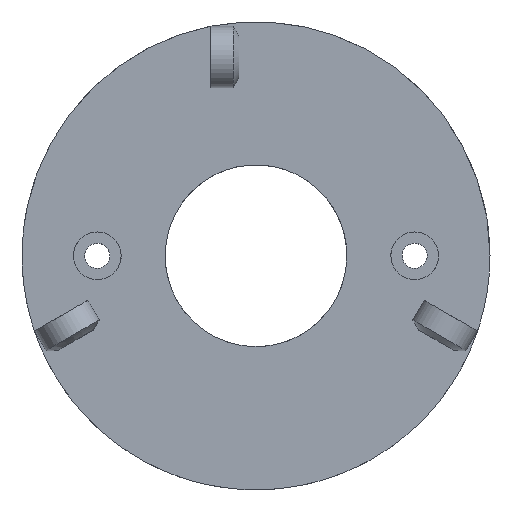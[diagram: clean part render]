
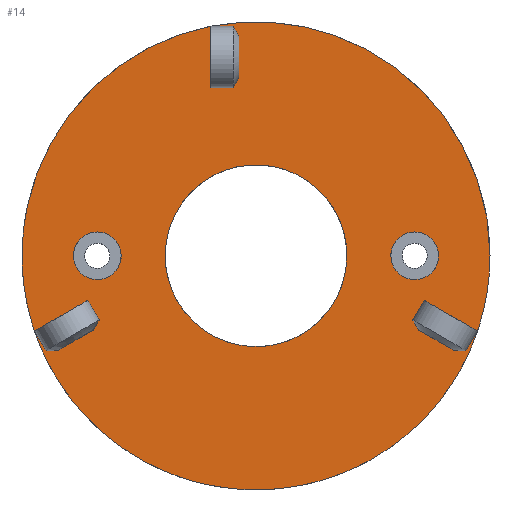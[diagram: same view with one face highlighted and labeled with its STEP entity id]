
A CAD part, top view. The second image highlights one B-rep face of the part: STEP entity #14.
In plain terms, the highlighted planar face has unit normal (0, 0, 1).
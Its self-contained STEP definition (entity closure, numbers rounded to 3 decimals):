
#14=ADVANCED_FACE('',(#113,#94,#95,#96,#97,#98,#99),#1201,.T.);
#94=FACE_BOUND('',#194,.T.);
#95=FACE_BOUND('',#195,.T.);
#96=FACE_BOUND('',#196,.T.);
#97=FACE_BOUND('',#197,.T.);
#98=FACE_BOUND('',#198,.T.);
#99=FACE_BOUND('',#199,.T.);
#113=FACE_OUTER_BOUND('',#193,.T.);
#193=EDGE_LOOP('',(#292,#293));
#194=EDGE_LOOP('',(#294,#295));
#195=EDGE_LOOP('',(#296,#297));
#196=EDGE_LOOP('',(#298,#299));
#197=EDGE_LOOP('',(#300,#301,#302,#303));
#198=EDGE_LOOP('',(#304,#305,#306,#307));
#199=EDGE_LOOP('',(#308,#309,#310,#311));
#292=ORIENTED_EDGE('',*,*,#671,.T.);
#293=ORIENTED_EDGE('',*,*,#824,.T.);
#294=ORIENTED_EDGE('',*,*,#828,.F.);
#295=ORIENTED_EDGE('',*,*,#675,.F.);
#296=ORIENTED_EDGE('',*,*,#831,.F.);
#297=ORIENTED_EDGE('',*,*,#678,.F.);
#298=ORIENTED_EDGE('',*,*,#685,.T.);
#299=ORIENTED_EDGE('',*,*,#839,.T.);
#300=ORIENTED_EDGE('',*,*,#726,.T.);
#301=ORIENTED_EDGE('',*,*,#728,.T.);
#302=ORIENTED_EDGE('',*,*,#729,.T.);
#303=ORIENTED_EDGE('',*,*,#727,.T.);
#304=ORIENTED_EDGE('',*,*,#748,.F.);
#305=ORIENTED_EDGE('',*,*,#750,.F.);
#306=ORIENTED_EDGE('',*,*,#749,.F.);
#307=ORIENTED_EDGE('',*,*,#747,.F.);
#308=ORIENTED_EDGE('',*,*,#768,.T.);
#309=ORIENTED_EDGE('',*,*,#770,.T.);
#310=ORIENTED_EDGE('',*,*,#771,.T.);
#311=ORIENTED_EDGE('',*,*,#769,.T.);
#671=EDGE_CURVE('',#1049,#1145,#961,.T.);
#675=EDGE_CURVE('',#1051,#1147,#965,.T.);
#678=EDGE_CURVE('',#1053,#1149,#968,.T.);
#685=EDGE_CURVE('',#1058,#1154,#975,.T.);
#726=EDGE_CURVE('',#1084,#1085,#875,.T.);
#727=EDGE_CURVE('',#1086,#1084,#876,.T.);
#728=EDGE_CURVE('',#1085,#1087,#877,.T.);
#729=EDGE_CURVE('',#1087,#1086,#878,.T.);
#747=EDGE_CURVE('',#1096,#1097,#887,.T.);
#748=EDGE_CURVE('',#1098,#1096,#888,.T.);
#749=EDGE_CURVE('',#1097,#1099,#889,.T.);
#750=EDGE_CURVE('',#1099,#1098,#890,.T.);
#768=EDGE_CURVE('',#1108,#1109,#899,.T.);
#769=EDGE_CURVE('',#1110,#1108,#900,.T.);
#770=EDGE_CURVE('',#1109,#1111,#901,.T.);
#771=EDGE_CURVE('',#1111,#1110,#902,.T.);
#824=EDGE_CURVE('',#1145,#1049,#1019,.T.);
#828=EDGE_CURVE('',#1147,#1051,#1023,.T.);
#831=EDGE_CURVE('',#1149,#1053,#1026,.T.);
#839=EDGE_CURVE('',#1154,#1058,#1034,.T.);
#875=B_SPLINE_CURVE_WITH_KNOTS('',1,(#2055,#2056),.UNSPECIFIED.,.F.,.F.,
(2,2),(-5.4,0.),.UNSPECIFIED.);
#876=B_SPLINE_CURVE_WITH_KNOTS('',1,(#2057,#2058),.UNSPECIFIED.,.F.,.F.,
(2,2),(-1.,0.),.UNSPECIFIED.);
#877=B_SPLINE_CURVE_WITH_KNOTS('',1,(#2059,#2060),.UNSPECIFIED.,.F.,.F.,
(2,2),(0.,1.),.UNSPECIFIED.);
#878=B_SPLINE_CURVE_WITH_KNOTS('',1,(#2061,#2062),.UNSPECIFIED.,.F.,.F.,
(2,2),(0.,5.4),.UNSPECIFIED.);
#887=B_SPLINE_CURVE_WITH_KNOTS('',1,(#2120,#2121),.UNSPECIFIED.,.F.,.F.,
(2,2),(-5.4,0.),.UNSPECIFIED.);
#888=B_SPLINE_CURVE_WITH_KNOTS('',1,(#2122,#2123),.UNSPECIFIED.,.F.,.F.,
(2,2),(-1.,0.),.UNSPECIFIED.);
#889=B_SPLINE_CURVE_WITH_KNOTS('',1,(#2124,#2125),.UNSPECIFIED.,.F.,.F.,
(2,2),(0.,1.),.UNSPECIFIED.);
#890=B_SPLINE_CURVE_WITH_KNOTS('',1,(#2126,#2127),.UNSPECIFIED.,.F.,.F.,
(2,2),(0.,5.4),.UNSPECIFIED.);
#899=B_SPLINE_CURVE_WITH_KNOTS('',1,(#2185,#2186),.UNSPECIFIED.,.F.,.F.,
(2,2),(-5.4,0.),.UNSPECIFIED.);
#900=B_SPLINE_CURVE_WITH_KNOTS('',1,(#2187,#2188),.UNSPECIFIED.,.F.,.F.,
(2,2),(-1.,0.),.UNSPECIFIED.);
#901=B_SPLINE_CURVE_WITH_KNOTS('',1,(#2189,#2190),.UNSPECIFIED.,.F.,.F.,
(2,2),(0.,1.),.UNSPECIFIED.);
#902=B_SPLINE_CURVE_WITH_KNOTS('',1,(#2191,#2192),.UNSPECIFIED.,.F.,.F.,
(2,2),(0.,5.4),.UNSPECIFIED.);
#961=(
BOUNDED_CURVE()
B_SPLINE_CURVE(2,(#1878,#1879,#1880,#1881,#1882),.UNSPECIFIED.,.F.,.F.)
B_SPLINE_CURVE_WITH_KNOTS((3,2,3),(0.,33.772,67.544),
 .UNSPECIFIED.)
CURVE()
GEOMETRIC_REPRESENTATION_ITEM()
RATIONAL_B_SPLINE_CURVE((1.,0.707,1.,0.707,1.))
REPRESENTATION_ITEM('')
);
#965=(
BOUNDED_CURVE()
B_SPLINE_CURVE(2,(#1895,#1896,#1897,#1898,#1899),.UNSPECIFIED.,.F.,.F.)
B_SPLINE_CURVE_WITH_KNOTS((3,2,3),(0.,3.299,6.597),
 .UNSPECIFIED.)
CURVE()
GEOMETRIC_REPRESENTATION_ITEM()
RATIONAL_B_SPLINE_CURVE((1.,0.707,1.,0.707,1.))
REPRESENTATION_ITEM('')
);
#968=(
BOUNDED_CURVE()
B_SPLINE_CURVE(2,(#1907,#1908,#1909,#1910,#1911),.UNSPECIFIED.,.F.,.F.)
B_SPLINE_CURVE_WITH_KNOTS((3,2,3),(0.,3.299,6.597),
 .UNSPECIFIED.)
CURVE()
GEOMETRIC_REPRESENTATION_ITEM()
RATIONAL_B_SPLINE_CURVE((1.,0.707,1.,0.707,1.))
REPRESENTATION_ITEM('')
);
#975=(
BOUNDED_CURVE()
B_SPLINE_CURVE(2,(#1936,#1937,#1938,#1939,#1940),.UNSPECIFIED.,.F.,.F.)
B_SPLINE_CURVE_WITH_KNOTS((3,2,3),(-50.265,-37.699,
-25.133),.UNSPECIFIED.)
CURVE()
GEOMETRIC_REPRESENTATION_ITEM()
RATIONAL_B_SPLINE_CURVE((1.,0.707,1.,0.707,1.))
REPRESENTATION_ITEM('')
);
#1019=(
BOUNDED_CURVE()
B_SPLINE_CURVE(2,(#2333,#2334,#2335,#2336,#2337),.UNSPECIFIED.,.F.,.F.)
B_SPLINE_CURVE_WITH_KNOTS((3,2,3),(67.544,101.316,135.088),
 .UNSPECIFIED.)
CURVE()
GEOMETRIC_REPRESENTATION_ITEM()
RATIONAL_B_SPLINE_CURVE((1.,0.707,1.,0.707,1.))
REPRESENTATION_ITEM('')
);
#1023=(
BOUNDED_CURVE()
B_SPLINE_CURVE(2,(#2350,#2351,#2352,#2353,#2354),.UNSPECIFIED.,.F.,.F.)
B_SPLINE_CURVE_WITH_KNOTS((3,2,3),(6.597,9.896,13.195),
 .UNSPECIFIED.)
CURVE()
GEOMETRIC_REPRESENTATION_ITEM()
RATIONAL_B_SPLINE_CURVE((1.,0.707,1.,0.707,1.))
REPRESENTATION_ITEM('')
);
#1026=(
BOUNDED_CURVE()
B_SPLINE_CURVE(2,(#2362,#2363,#2364,#2365,#2366),.UNSPECIFIED.,.F.,.F.)
B_SPLINE_CURVE_WITH_KNOTS((3,2,3),(6.597,9.896,13.195),
 .UNSPECIFIED.)
CURVE()
GEOMETRIC_REPRESENTATION_ITEM()
RATIONAL_B_SPLINE_CURVE((1.,0.707,1.,0.707,1.))
REPRESENTATION_ITEM('')
);
#1034=(
BOUNDED_CURVE()
B_SPLINE_CURVE(2,(#2393,#2394,#2395,#2396,#2397),.UNSPECIFIED.,.F.,.F.)
B_SPLINE_CURVE_WITH_KNOTS((3,2,3),(-25.133,-12.566,
0.),.UNSPECIFIED.)
CURVE()
GEOMETRIC_REPRESENTATION_ITEM()
RATIONAL_B_SPLINE_CURVE((1.,0.707,1.,0.707,1.))
REPRESENTATION_ITEM('')
);
#1049=VERTEX_POINT('',#1759);
#1051=VERTEX_POINT('',#1761);
#1053=VERTEX_POINT('',#1763);
#1058=VERTEX_POINT('',#1768);
#1084=VERTEX_POINT('',#1794);
#1085=VERTEX_POINT('',#1795);
#1086=VERTEX_POINT('',#1796);
#1087=VERTEX_POINT('',#1797);
#1096=VERTEX_POINT('',#1806);
#1097=VERTEX_POINT('',#1807);
#1098=VERTEX_POINT('',#1808);
#1099=VERTEX_POINT('',#1809);
#1108=VERTEX_POINT('',#1818);
#1109=VERTEX_POINT('',#1819);
#1110=VERTEX_POINT('',#1820);
#1111=VERTEX_POINT('',#1821);
#1145=VERTEX_POINT('',#1855);
#1147=VERTEX_POINT('',#1857);
#1149=VERTEX_POINT('',#1859);
#1154=VERTEX_POINT('',#1864);
#1201=PLANE('',#1334);
#1334=AXIS2_PLACEMENT_3D('',#1480,#1407,$);
#1407=DIRECTION('',(0.,0.,1.));
#1480=CARTESIAN_POINT('',(-21.012,-21.012,12.6));
#1759=CARTESIAN_POINT('',(20.6,0.,12.6));
#1761=CARTESIAN_POINT('',(16.07,0.,12.6));
#1763=CARTESIAN_POINT('',(-11.87,0.,12.6));
#1768=CARTESIAN_POINT('',(8.,0.,12.6));
#1794=CARTESIAN_POINT('',(-2.,20.189,12.6));
#1795=CARTESIAN_POINT('',(-2.,14.789,12.6));
#1796=CARTESIAN_POINT('',(-4.,20.189,12.6));
#1797=CARTESIAN_POINT('',(-4.,14.789,12.6));
#1806=CARTESIAN_POINT('',(-18.484,-8.363,12.6));
#1807=CARTESIAN_POINT('',(-13.808,-5.663,12.6));
#1808=CARTESIAN_POINT('',(-19.484,-6.631,12.6));
#1809=CARTESIAN_POINT('',(-14.808,-3.931,12.6));
#1818=CARTESIAN_POINT('',(18.484,-8.363,12.6));
#1819=CARTESIAN_POINT('',(13.808,-5.663,12.6));
#1820=CARTESIAN_POINT('',(19.484,-6.631,12.6));
#1821=CARTESIAN_POINT('',(14.808,-3.931,12.6));
#1855=CARTESIAN_POINT('',(-20.6,0.,12.6));
#1857=CARTESIAN_POINT('',(11.87,0.,12.6));
#1859=CARTESIAN_POINT('',(-16.07,0.,12.6));
#1864=CARTESIAN_POINT('',(-8.,0.,12.6));
#1878=CARTESIAN_POINT('',(20.6,0.,12.6));
#1879=CARTESIAN_POINT('',(20.6,20.6,12.6));
#1880=CARTESIAN_POINT('',(0.,20.6,12.6));
#1881=CARTESIAN_POINT('',(-20.6,20.6,12.6));
#1882=CARTESIAN_POINT('',(-20.6,0.,12.6));
#1895=CARTESIAN_POINT('',(16.07,0.,12.6));
#1896=CARTESIAN_POINT('',(16.07,2.1,12.6));
#1897=CARTESIAN_POINT('',(13.97,2.1,12.6));
#1898=CARTESIAN_POINT('',(11.87,2.1,12.6));
#1899=CARTESIAN_POINT('',(11.87,0.,12.6));
#1907=CARTESIAN_POINT('',(-11.87,0.,12.6));
#1908=CARTESIAN_POINT('',(-11.87,2.1,12.6));
#1909=CARTESIAN_POINT('',(-13.97,2.1,12.6));
#1910=CARTESIAN_POINT('',(-16.07,2.1,12.6));
#1911=CARTESIAN_POINT('',(-16.07,0.,12.6));
#1936=CARTESIAN_POINT('',(8.,0.,12.6));
#1937=CARTESIAN_POINT('',(8.,-8.,12.6));
#1938=CARTESIAN_POINT('',(0.,-8.,12.6));
#1939=CARTESIAN_POINT('',(-8.,-8.,12.6));
#1940=CARTESIAN_POINT('',(-8.,0.,12.6));
#2055=CARTESIAN_POINT('',(-2.,20.189,12.6));
#2056=CARTESIAN_POINT('',(-2.,14.789,12.6));
#2057=CARTESIAN_POINT('',(-4.,20.189,12.6));
#2058=CARTESIAN_POINT('',(-2.,20.189,12.6));
#2059=CARTESIAN_POINT('',(-2.,14.789,12.6));
#2060=CARTESIAN_POINT('',(-4.,14.789,12.6));
#2061=CARTESIAN_POINT('',(-4.,14.789,12.6));
#2062=CARTESIAN_POINT('',(-4.,20.189,12.6));
#2120=CARTESIAN_POINT('',(-18.484,-8.363,12.6));
#2121=CARTESIAN_POINT('',(-13.808,-5.663,12.6));
#2122=CARTESIAN_POINT('',(-19.484,-6.631,12.6));
#2123=CARTESIAN_POINT('',(-18.484,-8.363,12.6));
#2124=CARTESIAN_POINT('',(-13.808,-5.663,12.6));
#2125=CARTESIAN_POINT('',(-14.808,-3.931,12.6));
#2126=CARTESIAN_POINT('',(-14.808,-3.931,12.6));
#2127=CARTESIAN_POINT('',(-19.484,-6.631,12.6));
#2185=CARTESIAN_POINT('',(18.484,-8.363,12.6));
#2186=CARTESIAN_POINT('',(13.808,-5.663,12.6));
#2187=CARTESIAN_POINT('',(19.484,-6.631,12.6));
#2188=CARTESIAN_POINT('',(18.484,-8.363,12.6));
#2189=CARTESIAN_POINT('',(13.808,-5.663,12.6));
#2190=CARTESIAN_POINT('',(14.808,-3.931,12.6));
#2191=CARTESIAN_POINT('',(14.808,-3.931,12.6));
#2192=CARTESIAN_POINT('',(19.484,-6.631,12.6));
#2333=CARTESIAN_POINT('',(-20.6,0.,12.6));
#2334=CARTESIAN_POINT('',(-20.6,-20.6,12.6));
#2335=CARTESIAN_POINT('',(0.,-20.6,12.6));
#2336=CARTESIAN_POINT('',(20.6,-20.6,12.6));
#2337=CARTESIAN_POINT('',(20.6,0.,12.6));
#2350=CARTESIAN_POINT('',(11.87,0.,12.6));
#2351=CARTESIAN_POINT('',(11.87,-2.1,12.6));
#2352=CARTESIAN_POINT('',(13.97,-2.1,12.6));
#2353=CARTESIAN_POINT('',(16.07,-2.1,12.6));
#2354=CARTESIAN_POINT('',(16.07,0.,12.6));
#2362=CARTESIAN_POINT('',(-16.07,0.,12.6));
#2363=CARTESIAN_POINT('',(-16.07,-2.1,12.6));
#2364=CARTESIAN_POINT('',(-13.97,-2.1,12.6));
#2365=CARTESIAN_POINT('',(-11.87,-2.1,12.6));
#2366=CARTESIAN_POINT('',(-11.87,0.,12.6));
#2393=CARTESIAN_POINT('',(-8.,0.,12.6));
#2394=CARTESIAN_POINT('',(-8.,8.,12.6));
#2395=CARTESIAN_POINT('',(0.,8.,12.6));
#2396=CARTESIAN_POINT('',(8.,8.,12.6));
#2397=CARTESIAN_POINT('',(8.,0.,12.6));
